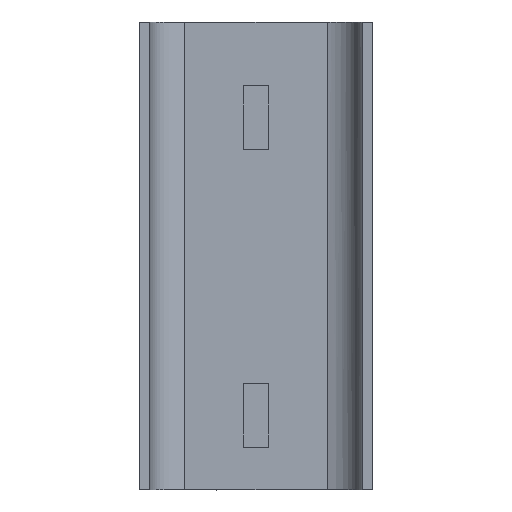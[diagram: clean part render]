
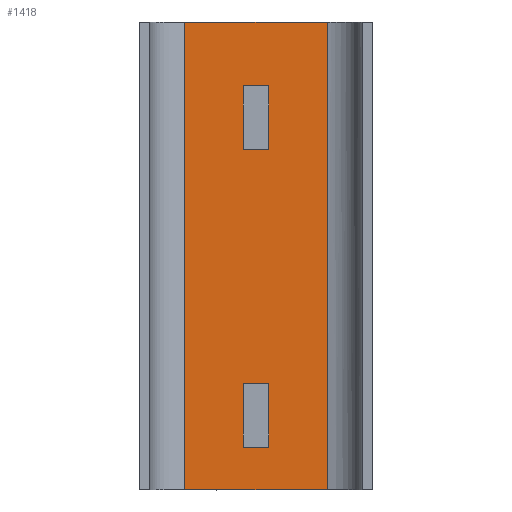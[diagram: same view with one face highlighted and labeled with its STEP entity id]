
A CAD part, top view. The second image highlights one B-rep face of the part: STEP entity #1418.
In plain terms, the highlighted planar face has unit normal (0, 0, 1).
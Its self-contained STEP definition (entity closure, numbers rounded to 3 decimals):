
#67=FACE_BOUND('',#189,.T.);
#68=FACE_BOUND('',#190,.T.);
#112=FACE_OUTER_BOUND('',#188,.T.);
#188=EDGE_LOOP('',(#1107,#1108,#1109,#1110));
#189=EDGE_LOOP('',(#1111,#1112,#1113,#1114));
#190=EDGE_LOOP('',(#1115,#1116,#1117,#1118));
#235=LINE('',#1887,#407);
#243=LINE('',#1904,#415);
#271=LINE('',#2199,#443);
#349=LINE('',#2617,#521);
#350=LINE('',#2635,#522);
#351=LINE('',#2636,#523);
#352=LINE('',#2638,#524);
#353=LINE('',#2640,#525);
#354=LINE('',#2641,#526);
#355=LINE('',#2643,#527);
#356=LINE('',#2645,#528);
#357=LINE('',#2646,#529);
#407=VECTOR('',#1553,10.);
#415=VECTOR('',#1563,10.);
#443=VECTOR('',#1617,10.);
#521=VECTOR('',#1753,10.);
#522=VECTOR('',#1756,10.);
#523=VECTOR('',#1757,10.);
#524=VECTOR('',#1758,10.);
#525=VECTOR('',#1759,10.);
#526=VECTOR('',#1760,10.);
#527=VECTOR('',#1761,10.);
#528=VECTOR('',#1762,10.);
#529=VECTOR('',#1763,10.);
#579=VERTEX_POINT('',#1885);
#580=VERTEX_POINT('',#1886);
#587=VERTEX_POINT('',#1902);
#588=VERTEX_POINT('',#1903);
#621=VERTEX_POINT('',#2133);
#622=VERTEX_POINT('',#2198);
#680=VERTEX_POINT('',#2616);
#681=VERTEX_POINT('',#2634);
#682=VERTEX_POINT('',#2637);
#683=VERTEX_POINT('',#2639);
#684=VERTEX_POINT('',#2642);
#685=VERTEX_POINT('',#2644);
#715=EDGE_CURVE('',#579,#580,#235,.T.);
#723=EDGE_CURVE('',#587,#588,#243,.T.);
#762=EDGE_CURVE('',#622,#621,#271,.T.);
#847=EDGE_CURVE('',#680,#622,#349,.T.);
#849=EDGE_CURVE('',#681,#621,#350,.T.);
#850=EDGE_CURVE('',#681,#680,#351,.T.);
#851=EDGE_CURVE('',#580,#682,#352,.T.);
#852=EDGE_CURVE('',#682,#683,#353,.T.);
#853=EDGE_CURVE('',#683,#579,#354,.T.);
#854=EDGE_CURVE('',#588,#684,#355,.T.);
#855=EDGE_CURVE('',#684,#685,#356,.T.);
#856=EDGE_CURVE('',#685,#587,#357,.T.);
#1107=ORIENTED_EDGE('',*,*,#762,.T.);
#1108=ORIENTED_EDGE('',*,*,#849,.F.);
#1109=ORIENTED_EDGE('',*,*,#850,.T.);
#1110=ORIENTED_EDGE('',*,*,#847,.T.);
#1111=ORIENTED_EDGE('',*,*,#851,.T.);
#1112=ORIENTED_EDGE('',*,*,#852,.T.);
#1113=ORIENTED_EDGE('',*,*,#853,.T.);
#1114=ORIENTED_EDGE('',*,*,#715,.T.);
#1115=ORIENTED_EDGE('',*,*,#854,.T.);
#1116=ORIENTED_EDGE('',*,*,#855,.T.);
#1117=ORIENTED_EDGE('',*,*,#856,.T.);
#1118=ORIENTED_EDGE('',*,*,#723,.T.);
#1359=PLANE('',#1513);
#1418=ADVANCED_FACE('',(#112,#67,#68),#1359,.T.);
#1513=AXIS2_PLACEMENT_3D('',#2633,#1754,#1755);
#1553=DIRECTION('',(0.,-1.,0.));
#1563=DIRECTION('',(0.,-1.,0.));
#1617=DIRECTION('',(-1.,0.,0.));
#1753=DIRECTION('',(0.,1.,0.));
#1754=DIRECTION('center_axis',(0.,0.,1.));
#1755=DIRECTION('ref_axis',(1.,0.,0.));
#1756=DIRECTION('',(0.,1.,0.));
#1757=DIRECTION('',(1.,0.,0.));
#1758=DIRECTION('',(-1.,0.,0.));
#1759=DIRECTION('',(0.,1.,0.));
#1760=DIRECTION('',(1.,0.,0.));
#1761=DIRECTION('',(-1.,0.,0.));
#1762=DIRECTION('',(0.,1.,0.));
#1763=DIRECTION('',(1.,0.,0.));
#1885=CARTESIAN_POINT('',(13.,295.,14.));
#1886=CARTESIAN_POINT('',(13.,280.,14.));
#1887=CARTESIAN_POINT('',(13.,240.,14.));
#1902=CARTESIAN_POINT('',(13.,225.,14.));
#1903=CARTESIAN_POINT('',(13.,210.,14.));
#1904=CARTESIAN_POINT('',(13.,205.,14.));
#2133=CARTESIAN_POINT('',(-6.746,310.,14.));
#2198=CARTESIAN_POINT('',(26.746,310.,14.));
#2199=CARTESIAN_POINT('',(1.627,310.,14.));
#2616=CARTESIAN_POINT('',(26.746,200.,14.));
#2617=CARTESIAN_POINT('',(26.746,200.,14.));
#2633=CARTESIAN_POINT('Origin',(-6.746,200.,14.));
#2634=CARTESIAN_POINT('',(-6.746,200.,14.));
#2635=CARTESIAN_POINT('',(-6.746,200.,14.));
#2636=CARTESIAN_POINT('',(-12.5,200.,14.));
#2637=CARTESIAN_POINT('',(7.,280.,14.));
#2638=CARTESIAN_POINT('',(2.127,280.,14.));
#2639=CARTESIAN_POINT('',(7.,295.,14.));
#2640=CARTESIAN_POINT('',(7.,247.5,14.));
#2641=CARTESIAN_POINT('',(2.127,295.,14.));
#2642=CARTESIAN_POINT('',(7.,210.,14.));
#2643=CARTESIAN_POINT('',(2.127,210.,14.));
#2644=CARTESIAN_POINT('',(7.,225.,14.));
#2645=CARTESIAN_POINT('',(7.,212.5,14.));
#2646=CARTESIAN_POINT('',(2.127,225.,14.));
